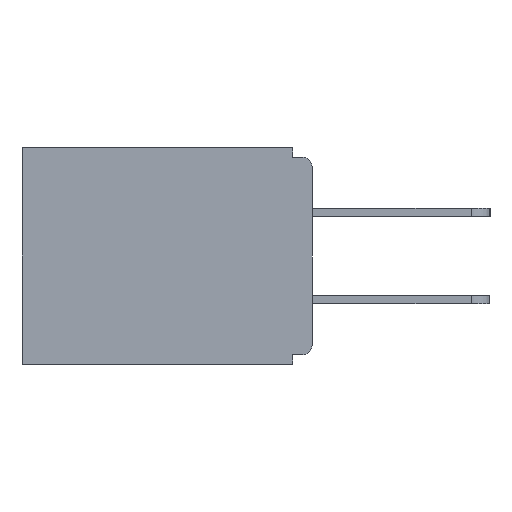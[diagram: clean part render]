
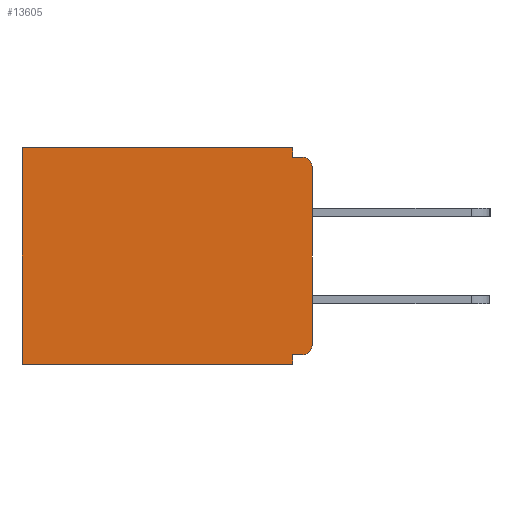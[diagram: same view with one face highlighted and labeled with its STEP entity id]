
A CAD part, left-side view. The second image highlights one B-rep face of the part: STEP entity #13605.
In plain terms, the highlighted planar face has unit normal (-1, 0, 0).
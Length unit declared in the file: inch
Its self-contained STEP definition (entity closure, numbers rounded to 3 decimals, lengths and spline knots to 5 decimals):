
#257 = VECTOR ( 'NONE', #5015, 39.37008 ) ;
#517 = DIRECTION ( 'NONE',  ( 0., 0., -1. ) ) ;
#576 = CARTESIAN_POINT ( 'NONE',  ( 0.298, 0., 0. ) ) ;
#685 = DIRECTION ( 'NONE',  ( 0., 0., -1. ) ) ;
#939 = PLANE ( 'NONE',  #2519 ) ;
#1782 = CARTESIAN_POINT ( 'NONE',  ( 0.298, 0.46, 0. ) ) ;
#1932 = DIRECTION ( 'NONE',  ( 0., 0., -1. ) ) ;
#2358 = CIRCLE ( 'NONE', #22203, 0.015 ) ;
#2519 = AXIS2_PLACEMENT_3D ( 'NONE', #18997, #10718, #685 ) ;
#2662 = ORIENTED_EDGE ( 'NONE', *, *, #10937, .T. ) ;
#2962 = EDGE_CURVE ( 'NONE', #14389, #3901, #13848, .T. ) ;
#3334 = ORIENTED_EDGE ( 'NONE', *, *, #5623, .T. ) ;
#3766 = ORIENTED_EDGE ( 'NONE', *, *, #11662, .F. ) ;
#3853 = VERTEX_POINT ( 'NONE', #19678 ) ;
#3901 = VERTEX_POINT ( 'NONE', #19332 ) ;
#4446 = VECTOR ( 'NONE', #7329, 39.37008 ) ;
#4566 = DIRECTION ( 'NONE',  ( -1., 0., 0. ) ) ;
#4995 = DIRECTION ( 'NONE',  ( 0., 0., -1. ) ) ;
#5015 = DIRECTION ( 'NONE',  ( 0., 0., -1. ) ) ;
#5623 = EDGE_CURVE ( 'NONE', #17838, #3901, #14622, .T. ) ;
#5667 = CARTESIAN_POINT ( 'NONE',  ( 0.298, 0., -0.328 ) ) ;
#5682 = EDGE_CURVE ( 'NONE', #5887, #23987, #2358, .T. ) ;
#5823 = CARTESIAN_POINT ( 'NONE',  ( 0.298, 0., 0. ) ) ;
#5887 = VERTEX_POINT ( 'NONE', #15274 ) ;
#6070 = DIRECTION ( 'NONE',  ( 0., 1., 0. ) ) ;
#6486 = ORIENTED_EDGE ( 'NONE', *, *, #19573, .F. ) ;
#6551 = CARTESIAN_POINT ( 'NONE',  ( 0.298, 0.031, -0.015 ) ) ;
#7329 = DIRECTION ( 'NONE',  ( 0., 1., 0. ) ) ;
#7404 = LINE ( 'NONE', #5823, #13112 ) ;
#7689 = CARTESIAN_POINT ( 'NONE',  ( 0.298, 0., -0.313 ) ) ;
#8459 = VERTEX_POINT ( 'NONE', #21137 ) ;
#9370 = CARTESIAN_POINT ( 'NONE',  ( 0.298, 0.015, -0.015 ) ) ;
#9587 = VERTEX_POINT ( 'NONE', #6551 ) ;
#10357 = ORIENTED_EDGE ( 'NONE', *, *, #13090, .T. ) ;
#10554 = CARTESIAN_POINT ( 'NONE',  ( 0.298, 0.015, -0.03 ) ) ;
#10718 = DIRECTION ( 'NONE',  ( 1., 0., 0. ) ) ;
#10937 = EDGE_CURVE ( 'NONE', #3853, #15289, #25445, .T. ) ;
#11662 = EDGE_CURVE ( 'NONE', #9587, #23987, #25065, .T. ) ;
#12077 = ORIENTED_EDGE ( 'NONE', *, *, #14026, .F. ) ;
#12318 = LINE ( 'NONE', #5667, #4446 ) ;
#13090 = EDGE_CURVE ( 'NONE', #14451, #17838, #7404, .T. ) ;
#13112 = VECTOR ( 'NONE', #6070, 39.37008 ) ;
#13524 = CARTESIAN_POINT ( 'NONE',  ( 0.298, 0.031, -0.343 ) ) ;
#13605 = ADVANCED_FACE ( 'NONE', ( #16214 ), #939, .F. ) ;
#13809 = VECTOR ( 'NONE', #13931, 39.37008 ) ;
#13848 = LINE ( 'NONE', #19397, #23184 ) ;
#13931 = DIRECTION ( 'NONE',  ( 0., -1., 0. ) ) ;
#14014 = VECTOR ( 'NONE', #15665, 39.37008 ) ;
#14026 = EDGE_CURVE ( 'NONE', #8459, #14389, #24285, .T. ) ;
#14389 = VERTEX_POINT ( 'NONE', #13524 ) ;
#14451 = VERTEX_POINT ( 'NONE', #22097 ) ;
#14622 = LINE ( 'NONE', #1782, #14014 ) ;
#15274 = CARTESIAN_POINT ( 'NONE',  ( 0.298, 0., -0.03 ) ) ;
#15289 = VERTEX_POINT ( 'NONE', #7689 ) ;
#15665 = DIRECTION ( 'NONE',  ( 0., 0., -1. ) ) ;
#15685 = LINE ( 'NONE', #19355, #257 ) ;
#16165 = VECTOR ( 'NONE', #4995, 39.37008 ) ;
#16172 = EDGE_CURVE ( 'NONE', #3853, #8459, #12318, .T. ) ;
#16214 = FACE_OUTER_BOUND ( 'NONE', #26002, .T. ) ;
#16445 = AXIS2_PLACEMENT_3D ( 'NONE', #22513, #24552, #517 ) ;
#16511 = DIRECTION ( 'NONE',  ( 0., 0., -1. ) ) ;
#17838 = VERTEX_POINT ( 'NONE', #21053 ) ;
#18892 = ORIENTED_EDGE ( 'NONE', *, *, #5682, .T. ) ;
#18997 = CARTESIAN_POINT ( 'NONE',  ( 0.298, 0., 0. ) ) ;
#19332 = CARTESIAN_POINT ( 'NONE',  ( 0.298, 0.46, -0.343 ) ) ;
#19343 = ORIENTED_EDGE ( 'NONE', *, *, #2962, .F. ) ;
#19355 = CARTESIAN_POINT ( 'NONE',  ( 0.298, 0.031, -0.343 ) ) ;
#19397 = CARTESIAN_POINT ( 'NONE',  ( 0.298, 0., -0.343 ) ) ;
#19545 = LINE ( 'NONE', #576, #16165 ) ;
#19573 = EDGE_CURVE ( 'NONE', #14451, #9587, #15685, .T. ) ;
#19678 = CARTESIAN_POINT ( 'NONE',  ( 0.298, 0.015, -0.328 ) ) ;
#20052 = CARTESIAN_POINT ( 'NONE',  ( 0.298, 0.031, -0.343 ) ) ;
#21053 = CARTESIAN_POINT ( 'NONE',  ( 0.298, 0.46, 0. ) ) ;
#21137 = CARTESIAN_POINT ( 'NONE',  ( 0.298, 0.031, -0.328 ) ) ;
#21491 = CARTESIAN_POINT ( 'NONE',  ( 0.298, 0., -0.015 ) ) ;
#21793 = EDGE_CURVE ( 'NONE', #5887, #15289, #19545, .T. ) ;
#21802 = ORIENTED_EDGE ( 'NONE', *, *, #21793, .F. ) ;
#22097 = CARTESIAN_POINT ( 'NONE',  ( 0.298, 0.031, 0. ) ) ;
#22203 = AXIS2_PLACEMENT_3D ( 'NONE', #10554, #4566, #16511 ) ;
#22513 = CARTESIAN_POINT ( 'NONE',  ( 0.298, 0.015, -0.313 ) ) ;
#23184 = VECTOR ( 'NONE', #23768, 39.37008 ) ;
#23334 = VECTOR ( 'NONE', #1932, 39.37008 ) ;
#23768 = DIRECTION ( 'NONE',  ( 0., 1., 0. ) ) ;
#23987 = VERTEX_POINT ( 'NONE', #9370 ) ;
#24285 = LINE ( 'NONE', #20052, #23334 ) ;
#24552 = DIRECTION ( 'NONE',  ( -1., 0., 0. ) ) ;
#25065 = LINE ( 'NONE', #21491, #13809 ) ;
#25278 = ORIENTED_EDGE ( 'NONE', *, *, #16172, .F. ) ;
#25445 = CIRCLE ( 'NONE', #16445, 0.015 ) ;
#26002 = EDGE_LOOP ( 'NONE', ( #18892, #3766, #6486, #10357, #3334, #19343, #12077, #25278, #2662, #21802 ) ) ;
